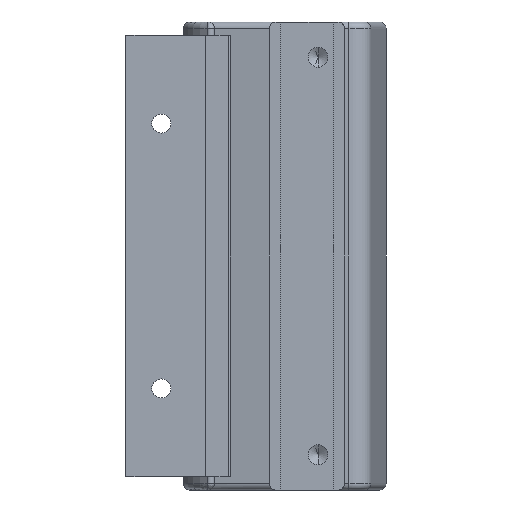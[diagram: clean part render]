
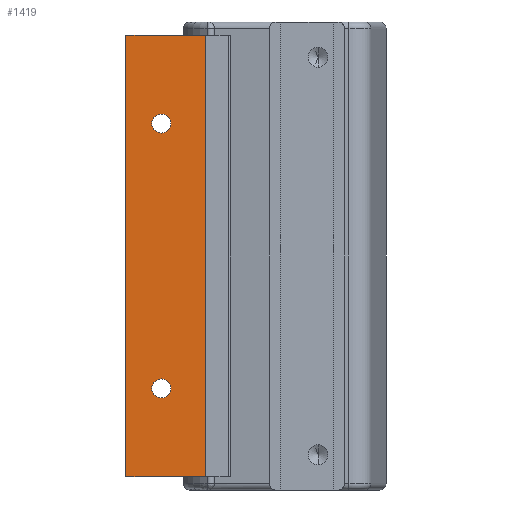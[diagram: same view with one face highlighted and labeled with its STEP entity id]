
A CAD part, front view. The second image highlights one B-rep face of the part: STEP entity #1419.
In plain terms, the highlighted planar face has unit normal (0, -1, 0).
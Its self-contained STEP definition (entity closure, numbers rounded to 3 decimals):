
#1376 = VERTEX_POINT ( 'NONE', #2840 ) ;
#1408 = EDGE_LOOP ( 'NONE', ( #1679, #1455 ) ) ;
#1409 = EDGE_CURVE ( 'NONE', #1376, #1418, #2858, .T. ) ;
#1418 = VERTEX_POINT ( 'NONE', #2889 ) ;
#1419 = ADVANCED_FACE ( 'NONE', ( #2882, #2893, #2887 ), #2851, .F. ) ;
#1442 = VERTEX_POINT ( 'NONE', #2933 ) ;
#1443 = EDGE_CURVE ( 'NONE', #1587, #1500, #2928, .T. ) ;
#1446 = ORIENTED_EDGE ( 'NONE', *, *, #1456, .T. ) ;
#1447 = ORIENTED_EDGE ( 'NONE', *, *, #1409, .T. ) ;
#1449 = ORIENTED_EDGE ( 'NONE', *, *, #1452, .T. ) ;
#1450 = VERTEX_POINT ( 'NONE', #2965 ) ;
#1451 = ORIENTED_EDGE ( 'NONE', *, *, #1453, .F. ) ;
#1452 = EDGE_CURVE ( 'NONE', #1418, #1450, #2956, .T. ) ;
#1453 = EDGE_CURVE ( 'NONE', #1442, #1450, #2947, .T. ) ;
#1454 = ORIENTED_EDGE ( 'NONE', *, *, #1529, .T. ) ;
#1455 = ORIENTED_EDGE ( 'NONE', *, *, #1580, .T. ) ;
#1456 = EDGE_CURVE ( 'NONE', #1601, #1597, #2953, .T. ) ;
#1457 = EDGE_LOOP ( 'NONE', ( #1449, #1451, #1496, #1447 ) ) ;
#1458 = EDGE_LOOP ( 'NONE', ( #1446, #1454 ) ) ;
#1494 = EDGE_CURVE ( 'NONE', #1376, #1442, #3057, .T. ) ;
#1496 = ORIENTED_EDGE ( 'NONE', *, *, #1494, .F. ) ;
#1500 = VERTEX_POINT ( 'NONE', #3060 ) ;
#1529 = EDGE_CURVE ( 'NONE', #1597, #1601, #3068, .T. ) ;
#1580 = EDGE_CURVE ( 'NONE', #1500, #1587, #3213, .T. ) ;
#1587 = VERTEX_POINT ( 'NONE', #3199 ) ;
#1597 = VERTEX_POINT ( 'NONE', #2987 ) ;
#1601 = VERTEX_POINT ( 'NONE', #2980 ) ;
#1679 = ORIENTED_EDGE ( 'NONE', *, *, #1443, .T. ) ;
#2840 = CARTESIAN_POINT ( 'NONE',  ( 0., 0., 50. ) ) ;
#2851 = PLANE ( 'NONE',  #2886 ) ;
#2853 = DIRECTION ( 'NONE',  ( 0., 0., -1. ) ) ;
#2854 = VECTOR ( 'NONE', #2853, 1000. ) ;
#2857 = CARTESIAN_POINT ( 'NONE',  ( 0., 0., 50. ) ) ;
#2858 = LINE ( 'NONE', #2857, #2854 ) ;
#2877 = DIRECTION ( 'NONE',  ( 0., 0., 1. ) ) ;
#2878 = DIRECTION ( 'NONE',  ( 0., 1., 0. ) ) ;
#2882 = FACE_BOUND ( 'NONE', #1408, .T. ) ;
#2886 = AXIS2_PLACEMENT_3D ( 'NONE', #2888, #2878, #2877 ) ;
#2887 = FACE_OUTER_BOUND ( 'NONE', #1457, .T. ) ;
#2888 = CARTESIAN_POINT ( 'NONE',  ( 0., 0., 50. ) ) ;
#2889 = CARTESIAN_POINT ( 'NONE',  ( 0., 0., -50. ) ) ;
#2893 = FACE_BOUND ( 'NONE', #1458, .T. ) ;
#2928 = CIRCLE ( 'NONE', #2932, 2.15 ) ;
#2932 = AXIS2_PLACEMENT_3D ( 'NONE', #2969, #2959, #2958 ) ;
#2933 = CARTESIAN_POINT ( 'NONE',  ( 18., 0., 50. ) ) ;
#2941 = DIRECTION ( 'NONE',  ( 0., 0., 1. ) ) ;
#2942 = DIRECTION ( 'NONE',  ( 0., 1., 0. ) ) ;
#2943 = CARTESIAN_POINT ( 'NONE',  ( 8., 0., 30. ) ) ;
#2944 = AXIS2_PLACEMENT_3D ( 'NONE', #2943, #2942, #2941 ) ;
#2945 = DIRECTION ( 'NONE',  ( 0., 0., -1. ) ) ;
#2946 = VECTOR ( 'NONE', #2945, 1000. ) ;
#2947 = LINE ( 'NONE', #2952, #2946 ) ;
#2950 = DIRECTION ( 'NONE',  ( 1., 0., 0. ) ) ;
#2951 = VECTOR ( 'NONE', #2950, 1000. ) ;
#2952 = CARTESIAN_POINT ( 'NONE',  ( 18., 0., 50. ) ) ;
#2953 = CIRCLE ( 'NONE', #2944, 2.15 ) ;
#2956 = LINE ( 'NONE', #2964, #2951 ) ;
#2958 = DIRECTION ( 'NONE',  ( 0., 0., 1. ) ) ;
#2959 = DIRECTION ( 'NONE',  ( 0., 1., 0. ) ) ;
#2964 = CARTESIAN_POINT ( 'NONE',  ( 0., 0., -50. ) ) ;
#2965 = CARTESIAN_POINT ( 'NONE',  ( 18., 0., -50. ) ) ;
#2969 = CARTESIAN_POINT ( 'NONE',  ( 8., 0., -30. ) ) ;
#2980 = CARTESIAN_POINT ( 'NONE',  ( 8., 0., 32.15 ) ) ;
#2987 = CARTESIAN_POINT ( 'NONE',  ( 8., 0., 27.85 ) ) ;
#3054 = DIRECTION ( 'NONE',  ( 1., 0., 0. ) ) ;
#3055 = VECTOR ( 'NONE', #3054, 1000. ) ;
#3056 = CARTESIAN_POINT ( 'NONE',  ( 0., 0., 50. ) ) ;
#3057 = LINE ( 'NONE', #3056, #3055 ) ;
#3060 = CARTESIAN_POINT ( 'NONE',  ( 8., 0., -32.15 ) ) ;
#3068 = CIRCLE ( 'NONE', #3108, 2.15 ) ;
#3079 = CARTESIAN_POINT ( 'NONE',  ( 8., 0., 30. ) ) ;
#3106 = DIRECTION ( 'NONE',  ( 0., 0., 1. ) ) ;
#3107 = DIRECTION ( 'NONE',  ( 0., 1., 0. ) ) ;
#3108 = AXIS2_PLACEMENT_3D ( 'NONE', #3079, #3107, #3106 ) ;
#3199 = CARTESIAN_POINT ( 'NONE',  ( 8., 0., -27.85 ) ) ;
#3202 = DIRECTION ( 'NONE',  ( 0., 0., 1. ) ) ;
#3208 = CARTESIAN_POINT ( 'NONE',  ( 8., 0., -30. ) ) ;
#3213 = CIRCLE ( 'NONE', #3221, 2.15 ) ;
#3219 = DIRECTION ( 'NONE',  ( 0., 1., 0. ) ) ;
#3221 = AXIS2_PLACEMENT_3D ( 'NONE', #3208, #3219, #3202 ) ;
